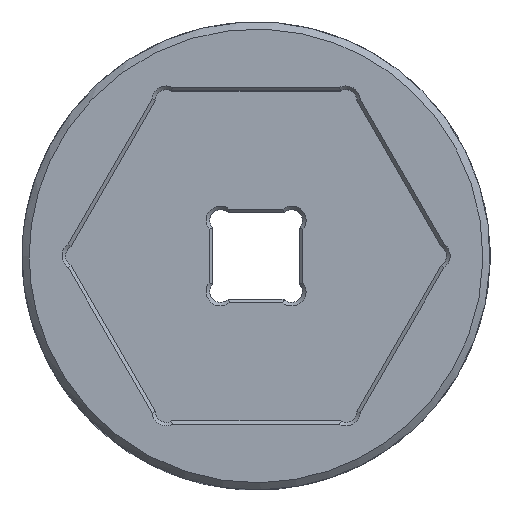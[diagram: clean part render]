
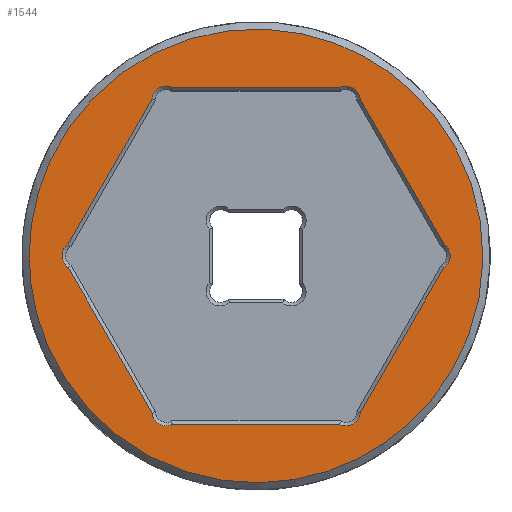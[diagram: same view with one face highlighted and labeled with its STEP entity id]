
A CAD part, top view. The second image highlights one B-rep face of the part: STEP entity #1544.
In plain terms, the highlighted free-form (B-spline) face has degree [1, 1] with [2, 2] control points.
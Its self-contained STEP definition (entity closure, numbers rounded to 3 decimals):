
#1507 = EDGE_CURVE('',#1508,#1508,#1510,.T.);
#1508 = VERTEX_POINT('',#1509);
#1509 = CARTESIAN_POINT('',(-38.84,0.,
    9.864));
#1510 = ( BOUNDED_CURVE() B_SPLINE_CURVE(2,(#1511,#1512,#1513,#1514,
#1515,#1516,#1517),.UNSPECIFIED.,.T.,.F.) B_SPLINE_CURVE_WITH_KNOTS((3,2
    ,2,3),(3.142,5.236,7.33,9.425),
.PIECEWISE_BEZIER_KNOTS.) CURVE() GEOMETRIC_REPRESENTATION_ITEM() 
RATIONAL_B_SPLINE_CURVE((1.,0.5,1.,0.5,1.,0.5,1.)) REPRESENTATION_ITEM(
  '') );
#1511 = CARTESIAN_POINT('',(-38.84,0.,
    9.864));
#1512 = CARTESIAN_POINT('',(-38.84,67.272,
    9.864));
#1513 = CARTESIAN_POINT('',(19.42,33.636,
    9.864));
#1514 = CARTESIAN_POINT('',(77.679,0.,
    9.864));
#1515 = CARTESIAN_POINT('',(19.42,-33.636,
    9.864));
#1516 = CARTESIAN_POINT('',(-38.84,-67.272,
    9.864));
#1517 = CARTESIAN_POINT('',(-38.84,0.,
    9.864));
#1544 = ADVANCED_FACE('',(#1545,#1548),#1640,.T.);
#1545 = FACE_BOUND('',#1546,.T.);
#1546 = EDGE_LOOP('',(#1547));
#1547 = ORIENTED_EDGE('',*,*,#1507,.F.);
#1548 = FACE_BOUND('',#1549,.T.);
#1549 = EDGE_LOOP('',(#1550,#1559,#1567,#1574,#1582,#1589,#1597,#1604,
    #1612,#1619,#1627,#1634));
#1550 = ORIENTED_EDGE('',*,*,#1551,.F.);
#1551 = EDGE_CURVE('',#1552,#1554,#1556,.T.);
#1552 = VERTEX_POINT('',#1553);
#1553 = CARTESIAN_POINT('',(-17.837,26.81,
    9.864));
#1554 = VERTEX_POINT('',#1555);
#1555 = CARTESIAN_POINT('',(-32.137,2.042,9.864)
  );
#1556 = B_SPLINE_CURVE_WITH_KNOTS('',1,(#1557,#1558),.UNSPECIFIED.,.F.,
  .F.,(2,2),(-17.458,5.737),.PIECEWISE_BEZIER_KNOTS.);
#1557 = CARTESIAN_POINT('',(-17.837,26.81,
    9.864));
#1558 = CARTESIAN_POINT('',(-32.137,2.042,9.864)
  );
#1559 = ORIENTED_EDGE('',*,*,#1560,.F.);
#1560 = EDGE_CURVE('',#1561,#1552,#1563,.T.);
#1561 = VERTEX_POINT('',#1562);
#1562 = CARTESIAN_POINT('',(-14.3,28.852,
    9.864));
#1563 = ( BOUNDED_CURVE() B_SPLINE_CURVE(2,(#1564,#1565,#1566),
.UNSPECIFIED.,.F.,.F.) B_SPLINE_CURVE_WITH_KNOTS((3,3),(4.26,
6.212),.PIECEWISE_BEZIER_KNOTS.) CURVE() 
GEOMETRIC_REPRESENTATION_ITEM() RATIONAL_B_SPLINE_CURVE((1.,
0.561,1.)) REPRESENTATION_ITEM('') );
#1564 = CARTESIAN_POINT('',(-14.3,28.852,
    9.864));
#1565 = CARTESIAN_POINT('',(-17.577,30.444,
    9.864));
#1566 = CARTESIAN_POINT('',(-17.837,26.81,
    9.864));
#1567 = ORIENTED_EDGE('',*,*,#1568,.F.);
#1568 = EDGE_CURVE('',#1569,#1561,#1571,.T.);
#1569 = VERTEX_POINT('',#1570);
#1570 = CARTESIAN_POINT('',(14.3,28.852,
    9.864));
#1571 = B_SPLINE_CURVE_WITH_KNOTS('',1,(#1572,#1573),.UNSPECIFIED.,.F.,
  .F.,(2,2),(-17.458,5.737),.PIECEWISE_BEZIER_KNOTS.);
#1572 = CARTESIAN_POINT('',(14.3,28.852,
    9.864));
#1573 = CARTESIAN_POINT('',(-14.3,28.852,
    9.864));
#1574 = ORIENTED_EDGE('',*,*,#1575,.F.);
#1575 = EDGE_CURVE('',#1576,#1569,#1578,.T.);
#1576 = VERTEX_POINT('',#1577);
#1577 = CARTESIAN_POINT('',(17.837,26.81,
    9.864));
#1578 = ( BOUNDED_CURVE() B_SPLINE_CURVE(2,(#1579,#1580,#1581),
.UNSPECIFIED.,.F.,.F.) B_SPLINE_CURVE_WITH_KNOTS((3,3),(
0.071,2.023),.PIECEWISE_BEZIER_KNOTS.) CURVE() 
GEOMETRIC_REPRESENTATION_ITEM() RATIONAL_B_SPLINE_CURVE((1.,
0.561,1.)) REPRESENTATION_ITEM('') );
#1579 = CARTESIAN_POINT('',(17.837,26.81,
    9.864));
#1580 = CARTESIAN_POINT('',(17.577,30.444,
    9.864));
#1581 = CARTESIAN_POINT('',(14.3,28.852,
    9.864));
#1582 = ORIENTED_EDGE('',*,*,#1583,.F.);
#1583 = EDGE_CURVE('',#1584,#1576,#1586,.T.);
#1584 = VERTEX_POINT('',#1585);
#1585 = CARTESIAN_POINT('',(32.137,2.042,9.864)
  );
#1586 = B_SPLINE_CURVE_WITH_KNOTS('',1,(#1587,#1588),.UNSPECIFIED.,.F.,
  .F.,(2,2),(-17.458,5.737),.PIECEWISE_BEZIER_KNOTS.);
#1587 = CARTESIAN_POINT('',(32.137,2.042,9.864)
  );
#1588 = CARTESIAN_POINT('',(17.837,26.81,
    9.864));
#1589 = ORIENTED_EDGE('',*,*,#1590,.F.);
#1590 = EDGE_CURVE('',#1591,#1584,#1593,.T.);
#1591 = VERTEX_POINT('',#1592);
#1592 = CARTESIAN_POINT('',(32.137,-2.042,9.864
    ));
#1593 = ( BOUNDED_CURVE() B_SPLINE_CURVE(2,(#1594,#1595,#1596),
.UNSPECIFIED.,.F.,.F.) B_SPLINE_CURVE_WITH_KNOTS((3,3),(5.307,
7.259),.PIECEWISE_BEZIER_KNOTS.) CURVE() 
GEOMETRIC_REPRESENTATION_ITEM() RATIONAL_B_SPLINE_CURVE((1.,
0.561,1.)) REPRESENTATION_ITEM('') );
#1594 = CARTESIAN_POINT('',(32.137,-2.042,9.864
    ));
#1595 = CARTESIAN_POINT('',(35.154,0.,
    9.864));
#1596 = CARTESIAN_POINT('',(32.137,2.042,9.864)
  );
#1597 = ORIENTED_EDGE('',*,*,#1598,.F.);
#1598 = EDGE_CURVE('',#1599,#1591,#1601,.T.);
#1599 = VERTEX_POINT('',#1600);
#1600 = CARTESIAN_POINT('',(17.837,-26.81,
    9.864));
#1601 = B_SPLINE_CURVE_WITH_KNOTS('',1,(#1602,#1603),.UNSPECIFIED.,.F.,
  .F.,(2,2),(-17.458,5.737),.PIECEWISE_BEZIER_KNOTS.);
#1602 = CARTESIAN_POINT('',(17.837,-26.81,
    9.864));
#1603 = CARTESIAN_POINT('',(32.137,-2.042,9.864
    ));
#1604 = ORIENTED_EDGE('',*,*,#1605,.F.);
#1605 = EDGE_CURVE('',#1606,#1599,#1608,.T.);
#1606 = VERTEX_POINT('',#1607);
#1607 = CARTESIAN_POINT('',(14.3,-28.852,
    9.864));
#1608 = ( BOUNDED_CURVE() B_SPLINE_CURVE(2,(#1609,#1610,#1611),
.UNSPECIFIED.,.F.,.F.) B_SPLINE_CURVE_WITH_KNOTS((3,3),(4.26,
6.212),.PIECEWISE_BEZIER_KNOTS.) CURVE() 
GEOMETRIC_REPRESENTATION_ITEM() RATIONAL_B_SPLINE_CURVE((1.,
0.561,1.)) REPRESENTATION_ITEM('') );
#1609 = CARTESIAN_POINT('',(14.3,-28.852,
    9.864));
#1610 = CARTESIAN_POINT('',(17.577,-30.444,
    9.864));
#1611 = CARTESIAN_POINT('',(17.837,-26.81,
    9.864));
#1612 = ORIENTED_EDGE('',*,*,#1613,.F.);
#1613 = EDGE_CURVE('',#1614,#1606,#1616,.T.);
#1614 = VERTEX_POINT('',#1615);
#1615 = CARTESIAN_POINT('',(-14.3,-28.852,
    9.864));
#1616 = B_SPLINE_CURVE_WITH_KNOTS('',1,(#1617,#1618),.UNSPECIFIED.,.F.,
  .F.,(2,2),(-17.458,5.737),.PIECEWISE_BEZIER_KNOTS.);
#1617 = CARTESIAN_POINT('',(-14.3,-28.852,
    9.864));
#1618 = CARTESIAN_POINT('',(14.3,-28.852,
    9.864));
#1619 = ORIENTED_EDGE('',*,*,#1620,.F.);
#1620 = EDGE_CURVE('',#1621,#1614,#1623,.T.);
#1621 = VERTEX_POINT('',#1622);
#1622 = CARTESIAN_POINT('',(-17.837,-26.81,
    9.864));
#1623 = ( BOUNDED_CURVE() B_SPLINE_CURVE(2,(#1624,#1625,#1626),
.UNSPECIFIED.,.F.,.F.) B_SPLINE_CURVE_WITH_KNOTS((3,3),(
0.071,2.023),.PIECEWISE_BEZIER_KNOTS.) CURVE() 
GEOMETRIC_REPRESENTATION_ITEM() RATIONAL_B_SPLINE_CURVE((1.,
0.561,1.)) REPRESENTATION_ITEM('') );
#1624 = CARTESIAN_POINT('',(-17.837,-26.81,
    9.864));
#1625 = CARTESIAN_POINT('',(-17.577,-30.444,
    9.864));
#1626 = CARTESIAN_POINT('',(-14.3,-28.852,
    9.864));
#1627 = ORIENTED_EDGE('',*,*,#1628,.F.);
#1628 = EDGE_CURVE('',#1629,#1621,#1631,.T.);
#1629 = VERTEX_POINT('',#1630);
#1630 = CARTESIAN_POINT('',(-32.137,-2.042,9.864
    ));
#1631 = B_SPLINE_CURVE_WITH_KNOTS('',1,(#1632,#1633),.UNSPECIFIED.,.F.,
  .F.,(2,2),(-17.458,5.737),.PIECEWISE_BEZIER_KNOTS.);
#1632 = CARTESIAN_POINT('',(-32.137,-2.042,9.864
    ));
#1633 = CARTESIAN_POINT('',(-17.837,-26.81,
    9.864));
#1634 = ORIENTED_EDGE('',*,*,#1635,.F.);
#1635 = EDGE_CURVE('',#1554,#1629,#1636,.T.);
#1636 = ( BOUNDED_CURVE() B_SPLINE_CURVE(2,(#1637,#1638,#1639),
.UNSPECIFIED.,.F.,.F.) B_SPLINE_CURVE_WITH_KNOTS((3,3),(5.307,
7.259),.PIECEWISE_BEZIER_KNOTS.) CURVE() 
GEOMETRIC_REPRESENTATION_ITEM() RATIONAL_B_SPLINE_CURVE((1.,
0.561,1.)) REPRESENTATION_ITEM('') );
#1637 = CARTESIAN_POINT('',(-32.137,2.042,9.864)
  );
#1638 = CARTESIAN_POINT('',(-35.154,0.,
    9.864));
#1639 = CARTESIAN_POINT('',(-32.137,-2.042,9.864
    ));
#1640 = B_SPLINE_SURFACE_WITH_KNOTS('',1,1,(
    (#1641,#1642)
    ,(#1643,#1644
    )),.UNSPECIFIED.,.F.,.F.,.F.,(2,2),(2,2),(-31.5,31.5),(-31.5,31.5),
  .PIECEWISE_BEZIER_KNOTS.);
#1641 = CARTESIAN_POINT('',(-38.84,-38.84,
    9.864));
#1642 = CARTESIAN_POINT('',(-38.84,38.84,
    9.864));
#1643 = CARTESIAN_POINT('',(38.84,-38.84,
    9.864));
#1644 = CARTESIAN_POINT('',(38.84,38.84,
    9.864));
